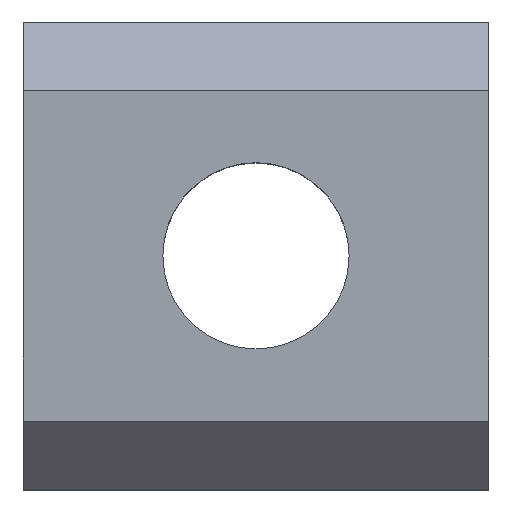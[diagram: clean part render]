
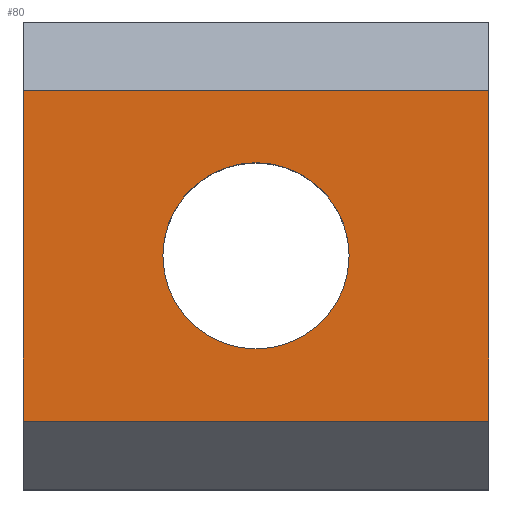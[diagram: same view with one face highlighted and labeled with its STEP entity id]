
A CAD part, top view. The second image highlights one B-rep face of the part: STEP entity #80.
In plain terms, the highlighted planar face has unit normal (0, 0, 1).
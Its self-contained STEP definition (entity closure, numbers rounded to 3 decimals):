
#80=ADVANCED_FACE('',(#154,#155),#156,.T.);
#154=FACE_OUTER_BOUND('',#220,.T.);
#155=FACE_BOUND('',#221,.T.);
#156=PLANE('',#222);
#220=EDGE_LOOP('',(#400,#401,#402,#403));
#221=EDGE_LOOP('',(#404,#405));
#222=AXIS2_PLACEMENT_3D('',#406,#407,#408);
#400=ORIENTED_EDGE('',*,*,#479,.T.);
#401=ORIENTED_EDGE('',*,*,#481,.T.);
#402=ORIENTED_EDGE('',*,*,#471,.T.);
#403=ORIENTED_EDGE('',*,*,#476,.T.);
#404=ORIENTED_EDGE('',*,*,#417,.T.);
#405=ORIENTED_EDGE('',*,*,#419,.T.);
#406=CARTESIAN_POINT('',(-10.0,7.1,10.6));
#407=DIRECTION('',(0.0,0.0,1.0));
#408=DIRECTION('',(0.0,-1.0,0.0));
#417=EDGE_CURVE('',#486,#496,#498,.T.);
#419=EDGE_CURVE('',#496,#486,#500,.T.);
#471=EDGE_CURVE('',#577,#578,#579,.F.);
#476=EDGE_CURVE('',#578,#583,#585,.F.);
#479=EDGE_CURVE('',#583,#587,#589,.F.);
#481=EDGE_CURVE('',#587,#577,#591,.T.);
#486=VERTEX_POINT('',#596);
#496=VERTEX_POINT('',#607);
#498=CIRCLE('',#610,4.0);
#500=CIRCLE('',#612,4.0);
#577=VERTEX_POINT('',#723);
#578=VERTEX_POINT('',#724);
#579=LINE('',#725,#726);
#583=VERTEX_POINT('',#732);
#585=LINE('',#735,#736);
#587=VERTEX_POINT('',#738);
#589=LINE('',#741,#742);
#591=LINE('',#744,#745);
#596=CARTESIAN_POINT('',(0.0,4.0,10.6));
#607=CARTESIAN_POINT('',(0.,-4.0,10.6));
#610=AXIS2_PLACEMENT_3D('',#762,#763,#764);
#612=AXIS2_PLACEMENT_3D('',#765,#766,#767);
#723=CARTESIAN_POINT('',(-10.0,-7.1,10.6));
#724=CARTESIAN_POINT('',(10.0,-7.1,10.6));
#725=CARTESIAN_POINT('',(-10.0,-7.1,10.6));
#726=VECTOR('',#814,1.0);
#732=CARTESIAN_POINT('',(10.0,7.1,10.6));
#735=CARTESIAN_POINT('',(10.0,3.55,10.6));
#736=VECTOR('',#818,1.0);
#738=CARTESIAN_POINT('',(-10.0,7.1,10.6));
#741=CARTESIAN_POINT('',(-10.0,7.1,10.6));
#742=VECTOR('',#820,1.0);
#744=CARTESIAN_POINT('',(-10.0,3.55,10.6));
#745=VECTOR('',#821,1.0);
#762=CARTESIAN_POINT('',(0.0,0.0,10.6));
#763=DIRECTION('',(0.0,0.0,-1.0));
#764=DIRECTION('',(0.0,1.0,0.0));
#765=CARTESIAN_POINT('',(0.0,0.0,10.6));
#766=DIRECTION('',(0.0,0.0,-1.0));
#767=DIRECTION('',(0.0,1.0,0.0));
#814=DIRECTION('',(-1.0,0.0,0.0));
#818=DIRECTION('',(0.0,-1.0,0.0));
#820=DIRECTION('',(1.0,0.0,0.0));
#821=DIRECTION('',(0.0,-1.0,0.0));
